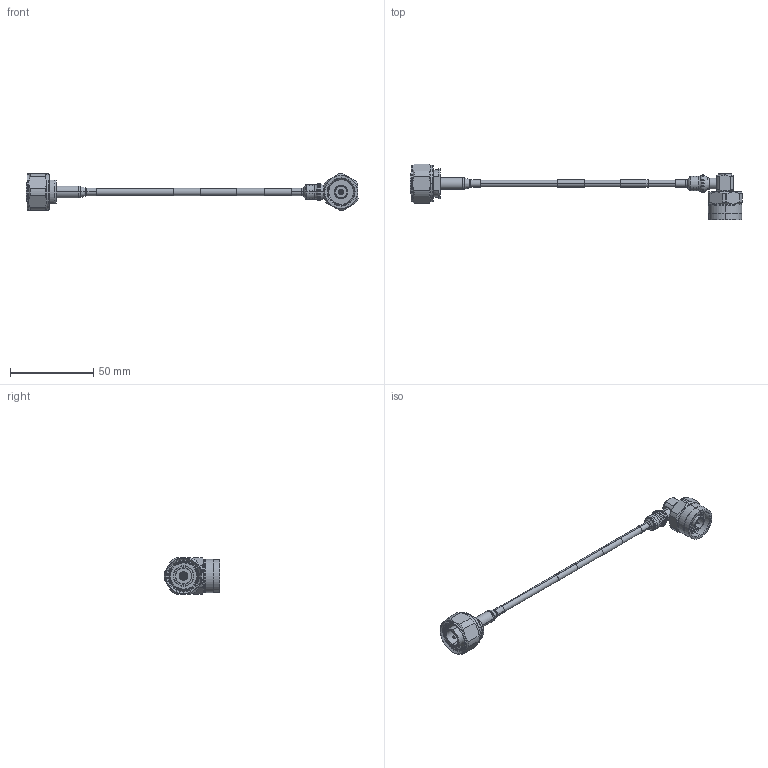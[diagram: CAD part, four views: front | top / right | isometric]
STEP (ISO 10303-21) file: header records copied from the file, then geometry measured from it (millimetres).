
FILE_DESCRIPTION (( 'STEP AP214' ), '1' );
FILE_NAME ('FMCA2479_3D.step', '2024-06-12T21:36:30', ( '' ), ( '' ), 'SwSTEP 2.0', 'SolidWorks 2022', '' );
FILE_SCHEMA (( 'AUTOMOTIVE_DESIGN' ));
Length unit declared in the file: inch
Products named in the file (6): TC-402-4195M-LP-PE; HEAT SHRINK^FMCA2479_RA Conn; TC-402-NM-RA-LP-PE; FMCA2479_3D; TFT-5G-402^FMCA2479_LABEL PE+FM; TFT-402-MA1^FMCA2479
Assembly tree (5 placements, depth 2):
  FMCA2479_3D
    TFT-5G-402^FMCA2479_LABEL PE+FM
    TC-402-4195M-LP-PE
    TFT-402-MA1^FMCA2479
    TC-402-NM-RA-LP-PE
    HEAT SHRINK^FMCA2479_RA Conn
Bounding box: 199.19 x 33.56 x 22 mm (x, y, z)
Volume: 13027.6 mm3; surface area: 13472.1 mm2
Topology: 9 solids, 9 shells, 383 faces, 833 edges, 499 vertices
Faces by surface type: cylinder 135, cone 124, plane 80, torus 42, bspline 2
Entity records: 12664 total; most frequent: CARTESIAN_POINT 3665, DIRECTION 1991, ORIENTED_EDGE 1666, AXIS2_PLACEMENT_3D 843, EDGE_CURVE 833, VERTEX_POINT 499, CIRCLE 454, EDGE_LOOP 424
